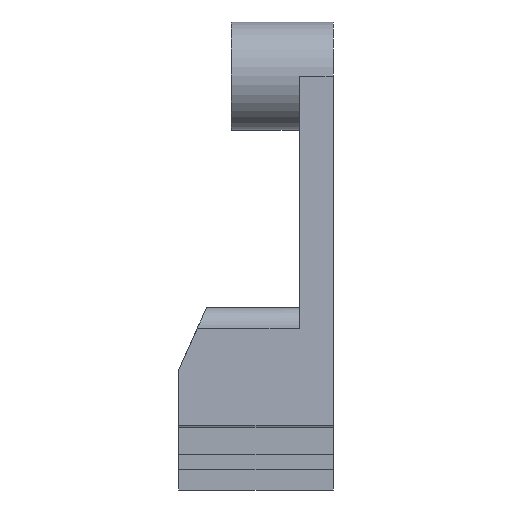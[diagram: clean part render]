
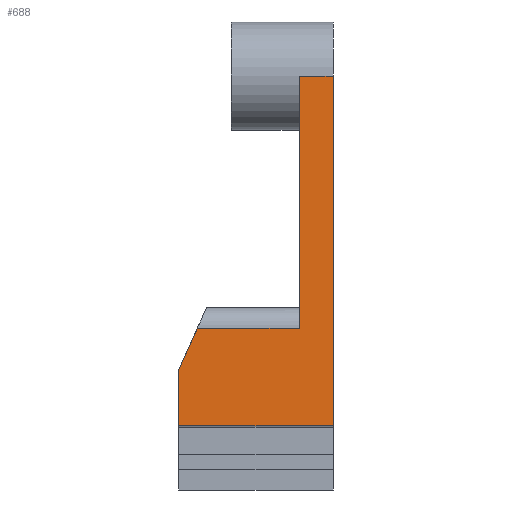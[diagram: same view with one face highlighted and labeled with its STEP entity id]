
A CAD part, left-side view. The second image highlights one B-rep face of the part: STEP entity #688.
In plain terms, the highlighted planar face has unit normal (-1, 0, 0.019).
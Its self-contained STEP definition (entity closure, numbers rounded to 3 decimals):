
#23 = EDGE_CURVE ( 'NONE', #849, #1482, #856, .T. ) ;
#25 = CARTESIAN_POINT ( 'NONE',  ( -20.145, 0.8, -6.413 ) ) ;
#35 = CARTESIAN_POINT ( 'NONE',  ( -20.145, 0.8, -6.413 ) ) ;
#51 = CARTESIAN_POINT ( 'NONE',  ( -19.72, 3., 16.224 ) ) ;
#53 = CARTESIAN_POINT ( 'NONE',  ( -19.72, 0.8, 16.224 ) ) ;
#64 = LINE ( 'NONE', #1600, #670 ) ;
#78 = CARTESIAN_POINT ( 'NONE',  ( -19.996, 8.86, 1.536 ) ) ;
#102 = ORIENTED_EDGE ( 'NONE', *, *, #380, .T. ) ;
#108 = DIRECTION ( 'NONE',  ( -0.019, 0., -1. ) ) ;
#120 = LINE ( 'NONE', #78, #2221 ) ;
#294 = EDGE_CURVE ( 'NONE', #1482, #1284, #1864, .T. ) ;
#309 = DIRECTION ( 'NONE',  ( 0., -1., 0. ) ) ;
#328 = DIRECTION ( 'NONE',  ( 0.019, 0., 1. ) ) ;
#371 = LINE ( 'NONE', #1712, #611 ) ;
#380 = EDGE_CURVE ( 'NONE', #1517, #1737, #1694, .T. ) ;
#450 = PLANE ( 'NONE',  #537 ) ;
#490 = VERTEX_POINT ( 'NONE', #1172 ) ;
#537 = AXIS2_PLACEMENT_3D ( 'NONE', #1999, #1818, #108 ) ;
#611 = VECTOR ( 'NONE', #328, 1000. ) ;
#670 = VECTOR ( 'NONE', #935, 1000. ) ;
#678 = ORIENTED_EDGE ( 'NONE', *, *, #23, .F. ) ;
#688 = ADVANCED_FACE ( 'NONE', ( #1301 ), #450, .F. ) ;
#730 = DIRECTION ( 'NONE',  ( 0.019, 0., 1. ) ) ;
#761 = CARTESIAN_POINT ( 'NONE',  ( -20.027, 3., -0.101 ) ) ;
#849 = VERTEX_POINT ( 'NONE', #51 ) ;
#854 = EDGE_CURVE ( 'NONE', #1201, #1284, #64, .T. ) ;
#856 = LINE ( 'NONE', #2031, #1295 ) ;
#935 = DIRECTION ( 'NONE',  ( 0., -1., 0. ) ) ;
#939 = EDGE_CURVE ( 'NONE', #1737, #490, #120, .T. ) ;
#1172 = CARTESIAN_POINT ( 'NONE',  ( -20.077, 10.8, -2.792 ) ) ;
#1201 = VERTEX_POINT ( 'NONE', #1349 ) ;
#1250 = VECTOR ( 'NONE', #1306, 1000. ) ;
#1267 = ORIENTED_EDGE ( 'NONE', *, *, #1911, .F. ) ;
#1282 = LINE ( 'NONE', #1414, #1824 ) ;
#1284 = VERTEX_POINT ( 'NONE', #25 ) ;
#1295 = VECTOR ( 'NONE', #309, 1000. ) ;
#1296 = CARTESIAN_POINT ( 'NONE',  ( -20.027, 9., -0.101 ) ) ;
#1299 = ORIENTED_EDGE ( 'NONE', *, *, #854, .T. ) ;
#1301 = FACE_OUTER_BOUND ( 'NONE', #1707, .T. ) ;
#1306 = DIRECTION ( 'NONE',  ( 0., 1., 0. ) ) ;
#1349 = CARTESIAN_POINT ( 'NONE',  ( -20.145, 10.8, -6.413 ) ) ;
#1414 = CARTESIAN_POINT ( 'NONE',  ( -20.018, 10.8, 0.376 ) ) ;
#1482 = VERTEX_POINT ( 'NONE', #53 ) ;
#1517 = VERTEX_POINT ( 'NONE', #761 ) ;
#1577 = DIRECTION ( 'NONE',  ( -0.019, 0., -1. ) ) ;
#1600 = CARTESIAN_POINT ( 'NONE',  ( -20.145, 11.6, -6.413 ) ) ;
#1694 = LINE ( 'NONE', #1296, #1250 ) ;
#1707 = EDGE_LOOP ( 'NONE', ( #1267, #1299, #1812, #678, #1781, #102, #2021 ) ) ;
#1712 = CARTESIAN_POINT ( 'NONE',  ( -20.018, 3., 0.376 ) ) ;
#1737 = VERTEX_POINT ( 'NONE', #1996 ) ;
#1781 = ORIENTED_EDGE ( 'NONE', *, *, #1799, .F. ) ;
#1797 = DIRECTION ( 'NONE',  ( -0.017, 0.409, -0.912 ) ) ;
#1799 = EDGE_CURVE ( 'NONE', #1517, #849, #371, .T. ) ;
#1812 = ORIENTED_EDGE ( 'NONE', *, *, #294, .F. ) ;
#1818 = DIRECTION ( 'NONE',  ( 1., 0., -0.019 ) ) ;
#1824 = VECTOR ( 'NONE', #730, 1000. ) ;
#1864 = LINE ( 'NONE', #35, #2136 ) ;
#1911 = EDGE_CURVE ( 'NONE', #1201, #490, #1282, .T. ) ;
#1996 = CARTESIAN_POINT ( 'NONE',  ( -20.027, 9.594, -0.101 ) ) ;
#1999 = CARTESIAN_POINT ( 'NONE',  ( -20.018, 11.6, 0.376 ) ) ;
#2021 = ORIENTED_EDGE ( 'NONE', *, *, #939, .T. ) ;
#2031 = CARTESIAN_POINT ( 'NONE',  ( -19.72, 3., 16.224 ) ) ;
#2136 = VECTOR ( 'NONE', #1577, 1000. ) ;
#2221 = VECTOR ( 'NONE', #1797, 1000. ) ;
